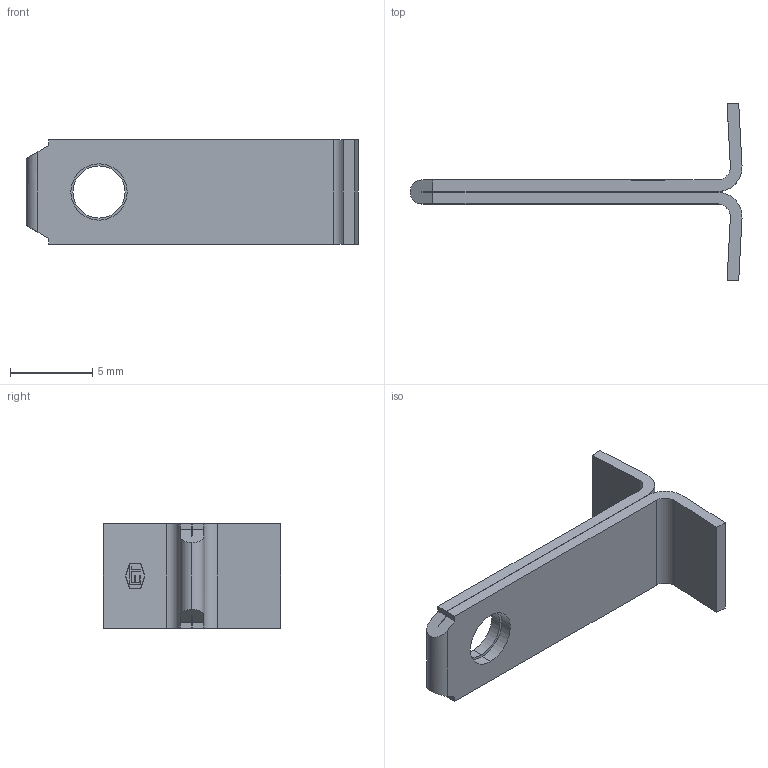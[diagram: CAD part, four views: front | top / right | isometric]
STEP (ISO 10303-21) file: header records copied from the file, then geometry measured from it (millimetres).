
FILE_DESCRIPTION (( 'STEP AP203' ), '1' );
FILE_NAME ('14246.STEP', '2015-02-23T19:38:03', ( '' ), ( '' ), 'SwSTEP 2.0', 'SolidWorks 2014', '' );
FILE_SCHEMA (( 'CONFIG_CONTROL_DESIGN' ));
Length unit declared in the file: inch
Products named in the file (1): 14246
Bounding box: 20.21 x 10.79 x 6.35 mm (x, y, z)
Volume: 204.2 mm3; surface area: 668.5 mm2
Topology: 1 solids, 1 shells, 76 faces, 210 edges, 140 vertices
Faces by surface type: plane 64, cylinder 12
Entity records: 2477 total; most frequent: CARTESIAN_POINT 451, ORIENTED_EDGE 420, DIRECTION 372, EDGE_CURVE 210, VECTOR 186, LINE 186, VERTEX_POINT 140, AXIS2_PLACEMENT_3D 93
